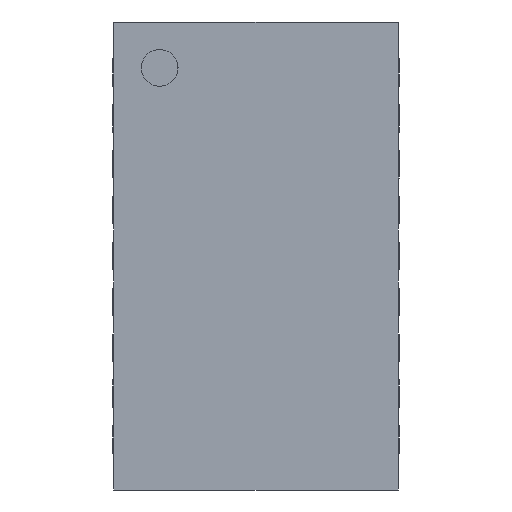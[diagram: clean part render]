
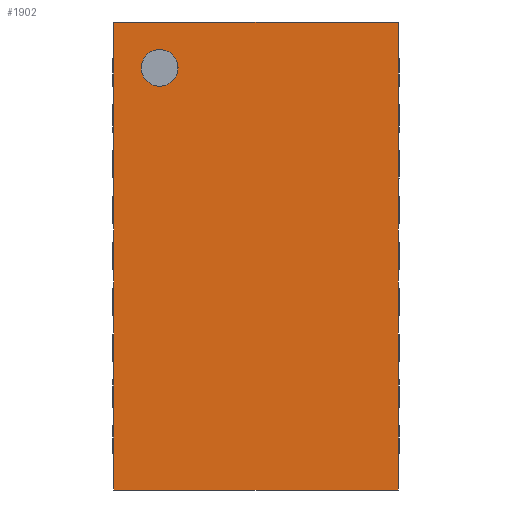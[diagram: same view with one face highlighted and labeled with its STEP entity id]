
A CAD part, front view. The second image highlights one B-rep face of the part: STEP entity #1902.
In plain terms, the highlighted planar face has unit normal (0, -1, 0).
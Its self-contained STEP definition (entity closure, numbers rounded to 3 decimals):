
#227 = VERTEX_POINT('',#228);
#228 = CARTESIAN_POINT('',(1.55,-0.8,2.05));
#234 = EDGE_CURVE('',#227,#235,#237,.T.);
#235 = VERTEX_POINT('',#236);
#236 = CARTESIAN_POINT('',(1.55,-0.8,-3.05));
#237 = LINE('',#238,#239);
#238 = CARTESIAN_POINT('',(1.55,-0.8,2.05));
#239 = VECTOR('',#240,1.);
#240 = DIRECTION('',(0.,0.,-1.));
#1883 = EDGE_CURVE('',#235,#1884,#1886,.T.);
#1884 = VERTEX_POINT('',#1885);
#1885 = CARTESIAN_POINT('',(-1.55,-0.8,-3.05));
#1886 = LINE('',#1887,#1888);
#1887 = CARTESIAN_POINT('',(1.55,-0.8,-3.05));
#1888 = VECTOR('',#1889,1.);
#1889 = DIRECTION('',(-1.,0.,0.));
#1902 = ADVANCED_FACE('',(#1903,#1923),#1941,.T.);
#1903 = FACE_BOUND('',#1904,.T.);
#1904 = EDGE_LOOP('',(#1905,#1916));
#1905 = ORIENTED_EDGE('',*,*,#1906,.T.);
#1906 = EDGE_CURVE('',#1907,#1909,#1911,.T.);
#1907 = VERTEX_POINT('',#1908);
#1908 = CARTESIAN_POINT('',(-1.05,-0.8,1.75));
#1909 = VERTEX_POINT('',#1910);
#1910 = CARTESIAN_POINT('',(-1.05,-0.8,1.35));
#1911 = CIRCLE('',#1912,0.2);
#1912 = AXIS2_PLACEMENT_3D('',#1913,#1914,#1915);
#1913 = CARTESIAN_POINT('',(-1.05,-0.8,1.55));
#1914 = DIRECTION('',(0.,1.,0.));
#1915 = DIRECTION('',(0.,0.,1.));
#1916 = ORIENTED_EDGE('',*,*,#1917,.T.);
#1917 = EDGE_CURVE('',#1909,#1907,#1918,.T.);
#1918 = CIRCLE('',#1919,0.2);
#1919 = AXIS2_PLACEMENT_3D('',#1920,#1921,#1922);
#1920 = CARTESIAN_POINT('',(-1.05,-0.8,1.55));
#1921 = DIRECTION('',(0.,1.,0.));
#1922 = DIRECTION('',(0.,0.,1.));
#1923 = FACE_BOUND('',#1924,.T.);
#1924 = EDGE_LOOP('',(#1925,#1933,#1939,#1940));
#1925 = ORIENTED_EDGE('',*,*,#1926,.F.);
#1926 = EDGE_CURVE('',#1927,#227,#1929,.T.);
#1927 = VERTEX_POINT('',#1928);
#1928 = CARTESIAN_POINT('',(-1.55,-0.8,2.05));
#1929 = LINE('',#1930,#1931);
#1930 = CARTESIAN_POINT('',(-1.55,-0.8,2.05));
#1931 = VECTOR('',#1932,1.);
#1932 = DIRECTION('',(1.,0.,0.));
#1933 = ORIENTED_EDGE('',*,*,#1934,.F.);
#1934 = EDGE_CURVE('',#1884,#1927,#1935,.T.);
#1935 = LINE('',#1936,#1937);
#1936 = CARTESIAN_POINT('',(-1.55,-0.8,-2.05));
#1937 = VECTOR('',#1938,1.);
#1938 = DIRECTION('',(0.,0.,1.));
#1939 = ORIENTED_EDGE('',*,*,#1883,.F.);
#1940 = ORIENTED_EDGE('',*,*,#234,.F.);
#1941 = PLANE('',#1942);
#1942 = AXIS2_PLACEMENT_3D('',#1943,#1944,#1945);
#1943 = CARTESIAN_POINT('',(-1.55,-0.8,2.05));
#1944 = DIRECTION('',(0.,-1.,0.));
#1945 = DIRECTION('',(0.,0.,-1.));
